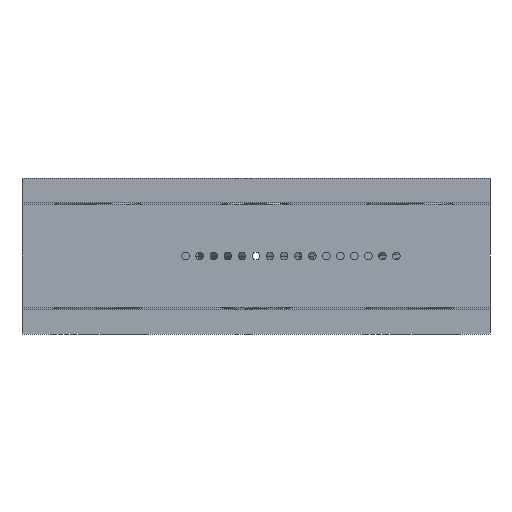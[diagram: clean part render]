
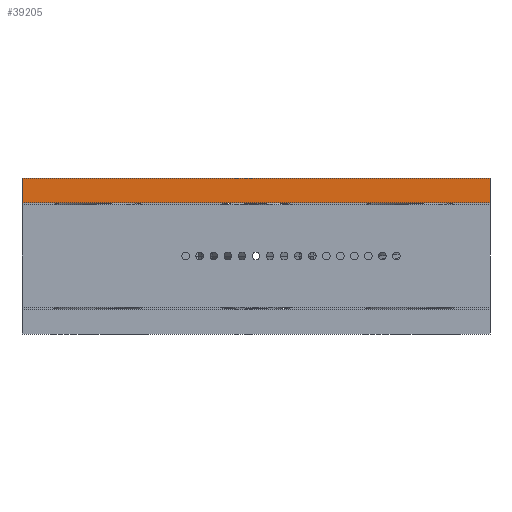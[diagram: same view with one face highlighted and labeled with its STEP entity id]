
A CAD part, left-side view. The second image highlights one B-rep face of the part: STEP entity #39205.
In plain terms, the highlighted planar face has unit normal (-1, 0, 0).
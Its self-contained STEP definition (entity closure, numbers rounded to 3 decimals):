
#33695=DIRECTION('',(0.,1.,0.));
#33696=VECTOR('',#33695,15.);
#33697=CARTESIAN_POINT('',(-56.5,-7.5,2.5));
#33698=LINE('',#33697,#33696);
#33741=DIRECTION('',(0.,1.,0.));
#33742=VECTOR('',#33741,15.);
#33743=CARTESIAN_POINT('',(-56.5,-7.5,1.7));
#33744=LINE('',#33743,#33742);
#33745=DIRECTION('',(0.,0.,-1.));
#33746=VECTOR('',#33745,0.8);
#33747=CARTESIAN_POINT('',(-56.5,-7.5,2.5));
#33748=LINE('',#33747,#33746);
#33769=DIRECTION('',(0.,0.,-1.));
#33770=VECTOR('',#33769,0.8);
#33771=CARTESIAN_POINT('',(-56.5,7.5,2.5));
#33772=LINE('',#33771,#33770);
#38821=CARTESIAN_POINT('',(-56.5,-7.5,2.5));
#38822=CARTESIAN_POINT('',(-56.5,7.5,2.5));
#38823=VERTEX_POINT('',#38821);
#38824=VERTEX_POINT('',#38822);
#39101=CARTESIAN_POINT('',(-56.5,-7.5,1.7));
#39102=CARTESIAN_POINT('',(-56.5,7.5,1.7));
#39103=VERTEX_POINT('',#39101);
#39104=VERTEX_POINT('',#39102);
#39191=CARTESIAN_POINT('',(-56.5,-7.5,2.5));
#39192=DIRECTION('',(-1.,0.,0.));
#39193=DIRECTION('',(0.,1.,0.));
#39194=AXIS2_PLACEMENT_3D('',#39191,#39192,#39193);
#39195=PLANE('',#39194);
#39197=ORIENTED_EDGE('',*,*,#39196,.T.);
#39199=ORIENTED_EDGE('',*,*,#39198,.F.);
#39200=ORIENTED_EDGE('',*,*,#39162,.F.);
#39202=ORIENTED_EDGE('',*,*,#39201,.T.);
#39203=EDGE_LOOP('',(#39197,#39199,#39200,#39202));
#39204=FACE_OUTER_BOUND('',#39203,.F.);
#39205=ADVANCED_FACE('',(#39204),#39195,.T.);
#39162=EDGE_CURVE('',#38823,#38824,#33698,.T.);
#39196=EDGE_CURVE('',#39103,#39104,#33744,.T.);
#39198=EDGE_CURVE('',#38824,#39104,#33772,.T.);
#39201=EDGE_CURVE('',#38823,#39103,#33748,.T.);
